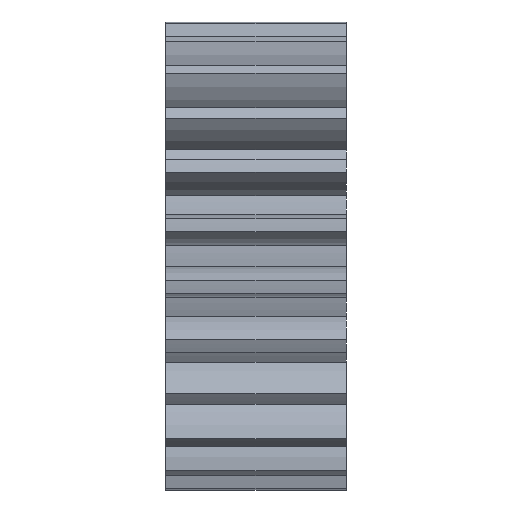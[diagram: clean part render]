
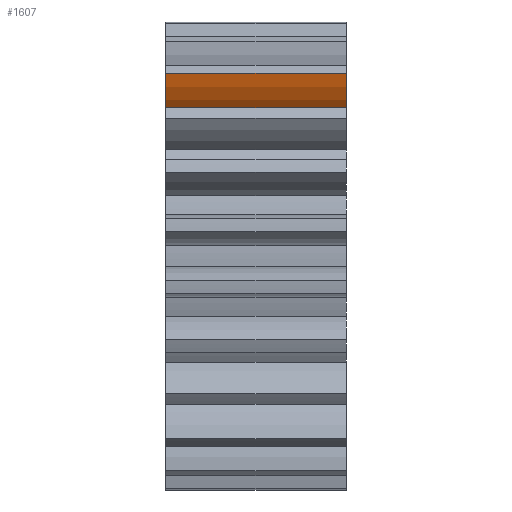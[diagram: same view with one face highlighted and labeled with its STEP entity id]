
A CAD part, front view. The second image highlights one B-rep face of the part: STEP entity #1607.
In plain terms, the highlighted cylindrical face has radius 6.096 mm (diameter 12.192 mm), a partial arc.
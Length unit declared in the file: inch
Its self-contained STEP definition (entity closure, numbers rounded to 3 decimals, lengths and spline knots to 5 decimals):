
#127 = VECTOR ( 'NONE', #2178, 39.37008 ) ;
#128 = LINE ( 'NONE', #2179, #127 ) ;
#204 = CIRCLE ( 'NONE', #3575, 0.24 ) ;
#254 = CIRCLE ( 'NONE', #3717, 0.24 ) ;
#548 = ORIENTED_EDGE ( 'NONE', *, *, #3471, .T. ) ;
#549 = ORIENTED_EDGE ( 'NONE', *, *, #3831, .F. ) ;
#551 = ORIENTED_EDGE ( 'NONE', *, *, #3952, .F. ) ;
#552 = ORIENTED_EDGE ( 'NONE', *, *, #3757, .T. ) ;
#616 = LINE ( 'NONE', #2446, #626 ) ;
#626 = VECTOR ( 'NONE', #2438, 39.37008 ) ;
#974 = CYLINDRICAL_SURFACE ( 'NONE', #3642, 0.24 ) ;
#987 = FACE_OUTER_BOUND ( 'NONE', #1099, .T. ) ;
#1099 = EDGE_LOOP ( 'NONE', ( #548, #549, #551, #552 ) ) ;
#1607 = ADVANCED_FACE ( 'NONE', ( #987 ), #974, .T. ) ;
#1895 = DIRECTION ( 'NONE',  ( 0., 0.707, 0.707 ) ) ;
#1896 = DIRECTION ( 'NONE',  ( -1., 0., 0. ) ) ;
#1901 = CARTESIAN_POINT ( 'NONE',  ( 0., -0.17501, 0.5539 ) ) ;
#1972 = DIRECTION ( 'NONE',  ( 0., 0.707, 0.707 ) ) ;
#1973 = DIRECTION ( 'NONE',  ( -1., 0., 0. ) ) ;
#1980 = CARTESIAN_POINT ( 'NONE',  ( 0.5, -0.17501, 0.5539 ) ) ;
#2178 = DIRECTION ( 'NONE',  ( -1., 0., 0. ) ) ;
#2179 = CARTESIAN_POINT ( 'NONE',  ( 0.5, -0.35944, 0.40031 ) ) ;
#2225 = CARTESIAN_POINT ( 'NONE',  ( 0., -0.40987, 0.50448 ) ) ;
#2404 = CARTESIAN_POINT ( 'NONE',  ( 0., -0.35944, 0.40031 ) ) ;
#2438 = DIRECTION ( 'NONE',  ( -1., 0., 0. ) ) ;
#2446 = CARTESIAN_POINT ( 'NONE',  ( 0.25, -0.40987, 0.50448 ) ) ;
#2516 = CARTESIAN_POINT ( 'NONE',  ( 0.5, -0.35944, 0.40031 ) ) ;
#2723 = VERTEX_POINT ( 'NONE', #3416 ) ;
#2789 = VERTEX_POINT ( 'NONE', #2404 ) ;
#2906 = VERTEX_POINT ( 'NONE', #2516 ) ;
#3027 = VERTEX_POINT ( 'NONE', #2225 ) ;
#3083 = DIRECTION ( 'NONE',  ( 0., 0., 1. ) ) ;
#3086 = DIRECTION ( 'NONE',  ( -1., 0., 0. ) ) ;
#3088 = CARTESIAN_POINT ( 'NONE',  ( 0.5, -0.17501, 0.5539 ) ) ;
#3416 = CARTESIAN_POINT ( 'NONE',  ( 0.5, -0.40987, 0.50448 ) ) ;
#3471 = EDGE_CURVE ( 'NONE', #2723, #3027, #616, .T. ) ;
#3575 = AXIS2_PLACEMENT_3D ( 'NONE', #1901, #1896, #1895 ) ;
#3642 = AXIS2_PLACEMENT_3D ( 'NONE', #3088, #3086, #3083 ) ;
#3717 = AXIS2_PLACEMENT_3D ( 'NONE', #1980, #1973, #1972 ) ;
#3757 = EDGE_CURVE ( 'NONE', #2906, #2723, #254, .T. ) ;
#3831 = EDGE_CURVE ( 'NONE', #2789, #3027, #204, .T. ) ;
#3952 = EDGE_CURVE ( 'NONE', #2906, #2789, #128, .T. ) ;
